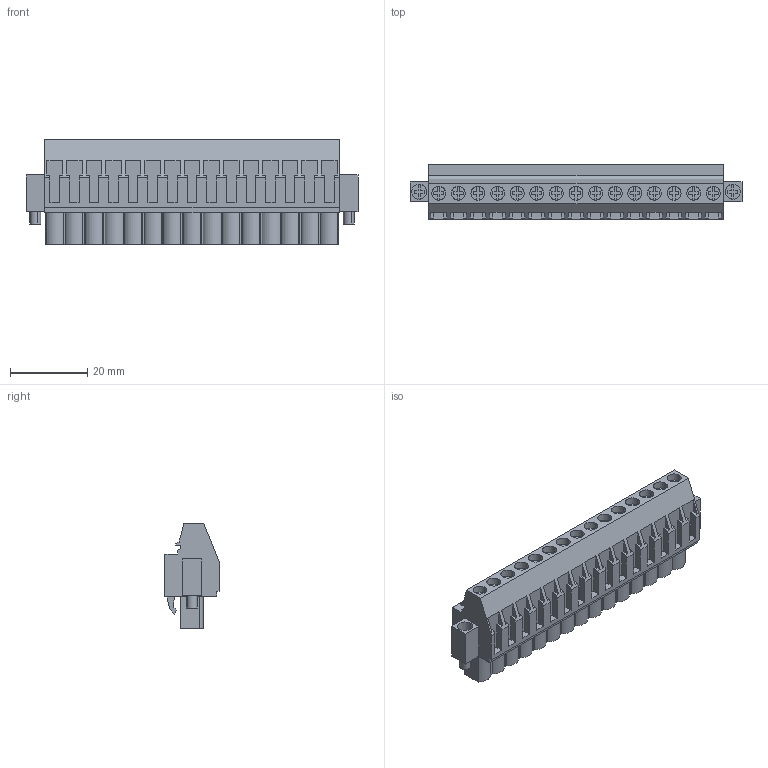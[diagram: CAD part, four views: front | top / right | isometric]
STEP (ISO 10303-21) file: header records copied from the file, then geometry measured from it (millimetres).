
FILE_DESCRIPTION(('CATIA V5 STEP','CAx-IF Rec.Pracs.--- Model Styling and Organization---1.2---2011-12-15'),'2;1');
FILE_NAME ('7246791_2_1950170000_1950170000.stp','2017-09-08T12:21:35+00:00',('none'),('Weidmueller'),'CATIA Version 5-6 Release 2014','CATIA V5 STEP AP214','none');
FILE_SCHEMA(('AUTOMOTIVE_DESIGN { 1 0 10303 214 1 1 1 1 }'));
Length unit declared in the file: millimetre
Products named in the file (1): 1950170000
Bounding box: 86 x 14.1 x 27.2 mm (x, y, z)
Volume: 17772.9 mm3; surface area: 10752.5 mm2
Topology: 18 solids, 18 shells, 1037 faces, 2854 edges, 1922 vertices
Faces by surface type: plane 882, cylinder 153, extrusion 2
Entity records: 30209 total; most frequent: ORIENTED_EDGE 5708, CARTESIAN_POINT 5388, DIRECTION 4070, EDGE_CURVE 2854, VECTOR 2478, LINE 2476, VERTEX_POINT 1922, EDGE_LOOP 1110
